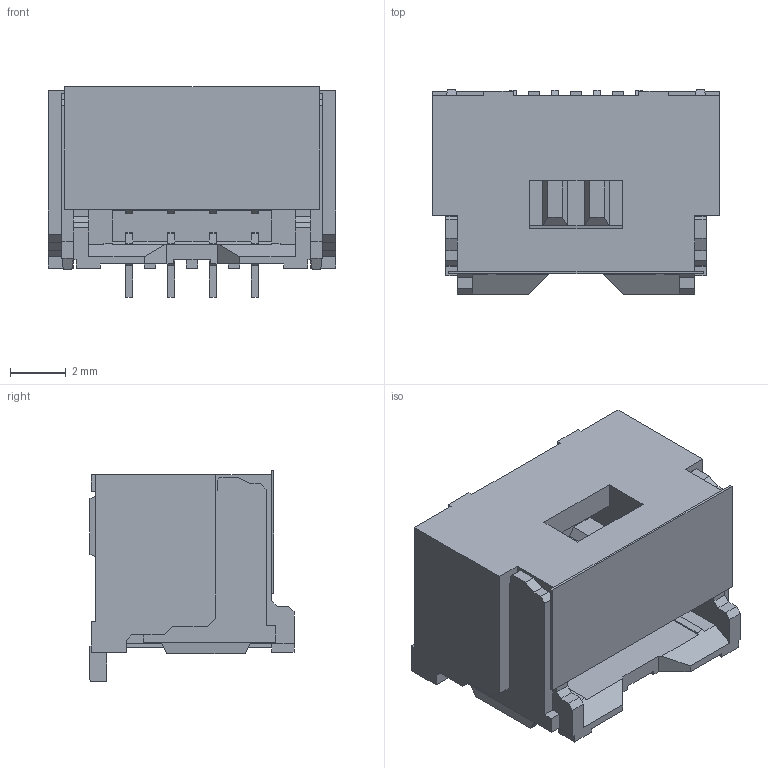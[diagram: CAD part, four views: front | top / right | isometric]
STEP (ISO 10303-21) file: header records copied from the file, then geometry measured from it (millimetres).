
FILE_DESCRIPTION(/* description */ (''),/* implementation_level */ '2;1');
FILE_NAME(/* name */ '2132250470wbm000_02_214.stp',/* time_stamp */ '2024-08-20T16:23:32+06:00',/* author */ (''),/* organization */ (''),/* preprocessor_version */ 'ST-DEVELOPER v16.7',/* originating_system */ 'SIEMENS PLM Software NX 1919',/* authorisation */ '');
FILE_SCHEMA (('AUTOMOTIVE_DESIGN { 1 0 10303 214 3 1 1 1 }'));
Length unit declared in the file: millimetre
Products named in the file (1): 2132250470wbm000_02
Bounding box: 10.3 x 7.3 x 7.55 mm (x, y, z)
Volume: 240.2 mm3; surface area: 652.2 mm2
Topology: 2 solids, 2 shells, 318 faces, 909 edges, 600 vertices
Faces by surface type: plane 302, cylinder 16
Entity records: 10195 total; most frequent: CARTESIAN_POINT 1828, ORIENTED_EDGE 1818, DIRECTION 1579, EDGE_CURVE 909, LINE 877, VECTOR 877, VERTEX_POINT 600, AXIS2_PLACEMENT_3D 351
